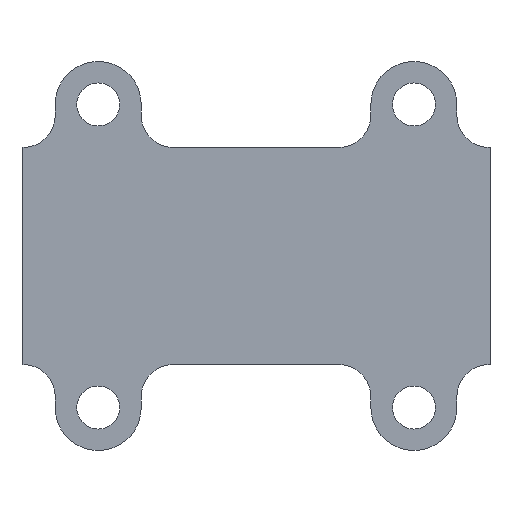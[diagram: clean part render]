
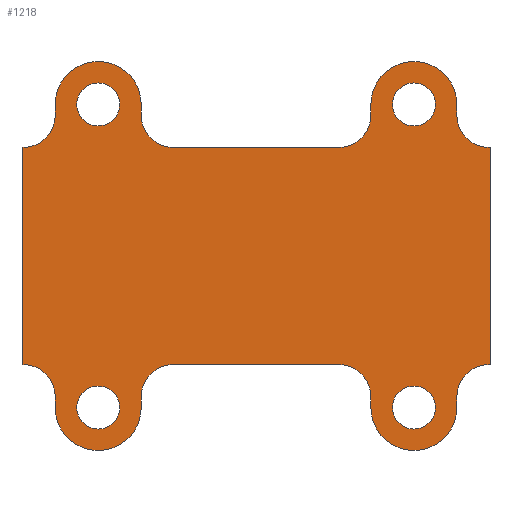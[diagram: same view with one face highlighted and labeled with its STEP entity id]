
A CAD part, front view. The second image highlights one B-rep face of the part: STEP entity #1218.
In plain terms, the highlighted planar face has unit normal (0, -1, 0).
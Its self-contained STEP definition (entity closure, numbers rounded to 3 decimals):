
#31=FACE_BOUND('',#259,.T.);
#32=FACE_BOUND('',#260,.T.);
#33=FACE_BOUND('',#261,.T.);
#34=FACE_BOUND('',#262,.T.);
#95=CIRCLE('',#1290,2.);
#96=CIRCLE('',#1292,2.);
#97=CIRCLE('',#1294,2.);
#98=CIRCLE('',#1296,2.);
#99=CIRCLE('',#1299,3.);
#100=CIRCLE('',#1304,3.);
#101=CIRCLE('',#1307,4.);
#102=CIRCLE('',#1310,3.);
#103=CIRCLE('',#1313,3.);
#104=CIRCLE('',#1316,4.);
#105=CIRCLE('',#1319,3.);
#106=CIRCLE('',#1324,3.);
#107=CIRCLE('',#1327,4.);
#108=CIRCLE('',#1330,3.);
#109=CIRCLE('',#1333,3.);
#110=CIRCLE('',#1336,4.);
#176=FACE_OUTER_BOUND('',#258,.T.);
#258=EDGE_LOOP('',(#1079,#1080,#1081,#1082,#1083,#1084,#1085,#1086,#1087,
#1088,#1089,#1090,#1091,#1092,#1093,#1094,#1095,#1096,#1097,#1098,#1099,
#1100,#1101,#1102,#1103,#1104,#1105,#1106));
#259=EDGE_LOOP('',(#1107));
#260=EDGE_LOOP('',(#1108));
#261=EDGE_LOOP('',(#1109));
#262=EDGE_LOOP('',(#1110));
#332=LINE('',#1924,#448);
#336=LINE('',#1933,#452);
#338=LINE('',#1937,#454);
#340=LINE('',#1941,#456);
#343=LINE('',#1949,#459);
#346=LINE('',#1957,#462);
#349=LINE('',#1965,#465);
#352=LINE('',#1973,#468);
#355=LINE('',#1981,#471);
#358=LINE('',#1989,#474);
#361=LINE('',#1995,#477);
#364=LINE('',#2001,#480);
#368=LINE('',#2010,#484);
#371=LINE('',#2018,#487);
#374=LINE('',#2026,#490);
#377=LINE('',#2034,#493);
#448=VECTOR('',#1564,10.);
#452=VECTOR('',#1574,10.);
#454=VECTOR('',#1578,10.);
#456=VECTOR('',#1582,10.);
#459=VECTOR('',#1591,10.);
#462=VECTOR('',#1600,10.);
#465=VECTOR('',#1609,10.);
#468=VECTOR('',#1618,10.);
#471=VECTOR('',#1627,10.);
#474=VECTOR('',#1636,10.);
#477=VECTOR('',#1641,10.);
#480=VECTOR('',#1646,10.);
#484=VECTOR('',#1656,10.);
#487=VECTOR('',#1665,10.);
#490=VECTOR('',#1674,10.);
#493=VECTOR('',#1683,10.);
#573=VERTEX_POINT('',#1910);
#574=VERTEX_POINT('',#1913);
#575=VERTEX_POINT('',#1916);
#576=VERTEX_POINT('',#1919);
#577=VERTEX_POINT('',#1922);
#578=VERTEX_POINT('',#1923);
#579=VERTEX_POINT('',#1928);
#580=VERTEX_POINT('',#1932);
#581=VERTEX_POINT('',#1936);
#582=VERTEX_POINT('',#1940);
#583=VERTEX_POINT('',#1944);
#584=VERTEX_POINT('',#1948);
#585=VERTEX_POINT('',#1952);
#586=VERTEX_POINT('',#1956);
#587=VERTEX_POINT('',#1960);
#588=VERTEX_POINT('',#1964);
#589=VERTEX_POINT('',#1968);
#590=VERTEX_POINT('',#1972);
#591=VERTEX_POINT('',#1976);
#592=VERTEX_POINT('',#1980);
#593=VERTEX_POINT('',#1984);
#594=VERTEX_POINT('',#1988);
#596=VERTEX_POINT('',#1994);
#598=VERTEX_POINT('',#2000);
#599=VERTEX_POINT('',#2005);
#600=VERTEX_POINT('',#2009);
#601=VERTEX_POINT('',#2013);
#602=VERTEX_POINT('',#2017);
#603=VERTEX_POINT('',#2021);
#604=VERTEX_POINT('',#2025);
#605=VERTEX_POINT('',#2029);
#606=VERTEX_POINT('',#2033);
#712=EDGE_CURVE('',#573,#573,#95,.T.);
#713=EDGE_CURVE('',#574,#574,#96,.T.);
#714=EDGE_CURVE('',#575,#575,#97,.T.);
#715=EDGE_CURVE('',#576,#576,#98,.T.);
#716=EDGE_CURVE('',#577,#578,#332,.T.);
#719=EDGE_CURVE('',#578,#579,#99,.T.);
#721=EDGE_CURVE('',#580,#579,#336,.T.);
#723=EDGE_CURVE('',#581,#580,#338,.T.);
#725=EDGE_CURVE('',#581,#582,#340,.T.);
#727=EDGE_CURVE('',#582,#583,#100,.T.);
#729=EDGE_CURVE('',#584,#583,#343,.T.);
#731=EDGE_CURVE('',#585,#584,#101,.T.);
#733=EDGE_CURVE('',#585,#586,#346,.T.);
#735=EDGE_CURVE('',#586,#587,#102,.T.);
#737=EDGE_CURVE('',#588,#587,#349,.T.);
#739=EDGE_CURVE('',#588,#589,#103,.T.);
#741=EDGE_CURVE('',#590,#589,#352,.T.);
#743=EDGE_CURVE('',#591,#590,#104,.T.);
#745=EDGE_CURVE('',#591,#592,#355,.T.);
#747=EDGE_CURVE('',#592,#593,#105,.T.);
#749=EDGE_CURVE('',#594,#593,#358,.T.);
#752=EDGE_CURVE('',#596,#594,#361,.T.);
#755=EDGE_CURVE('',#598,#596,#364,.T.);
#758=EDGE_CURVE('',#598,#599,#106,.T.);
#760=EDGE_CURVE('',#600,#599,#368,.T.);
#762=EDGE_CURVE('',#601,#600,#107,.T.);
#764=EDGE_CURVE('',#601,#602,#371,.T.);
#766=EDGE_CURVE('',#602,#603,#108,.T.);
#768=EDGE_CURVE('',#604,#603,#374,.T.);
#770=EDGE_CURVE('',#604,#605,#109,.T.);
#772=EDGE_CURVE('',#606,#605,#377,.T.);
#774=EDGE_CURVE('',#577,#606,#110,.T.);
#1079=ORIENTED_EDGE('',*,*,#774,.F.);
#1080=ORIENTED_EDGE('',*,*,#716,.T.);
#1081=ORIENTED_EDGE('',*,*,#719,.T.);
#1082=ORIENTED_EDGE('',*,*,#721,.F.);
#1083=ORIENTED_EDGE('',*,*,#723,.F.);
#1084=ORIENTED_EDGE('',*,*,#725,.T.);
#1085=ORIENTED_EDGE('',*,*,#727,.T.);
#1086=ORIENTED_EDGE('',*,*,#729,.F.);
#1087=ORIENTED_EDGE('',*,*,#731,.F.);
#1088=ORIENTED_EDGE('',*,*,#733,.T.);
#1089=ORIENTED_EDGE('',*,*,#735,.T.);
#1090=ORIENTED_EDGE('',*,*,#737,.F.);
#1091=ORIENTED_EDGE('',*,*,#739,.T.);
#1092=ORIENTED_EDGE('',*,*,#741,.F.);
#1093=ORIENTED_EDGE('',*,*,#743,.F.);
#1094=ORIENTED_EDGE('',*,*,#745,.T.);
#1095=ORIENTED_EDGE('',*,*,#747,.T.);
#1096=ORIENTED_EDGE('',*,*,#749,.F.);
#1097=ORIENTED_EDGE('',*,*,#752,.F.);
#1098=ORIENTED_EDGE('',*,*,#755,.F.);
#1099=ORIENTED_EDGE('',*,*,#758,.T.);
#1100=ORIENTED_EDGE('',*,*,#760,.F.);
#1101=ORIENTED_EDGE('',*,*,#762,.F.);
#1102=ORIENTED_EDGE('',*,*,#764,.T.);
#1103=ORIENTED_EDGE('',*,*,#766,.T.);
#1104=ORIENTED_EDGE('',*,*,#768,.F.);
#1105=ORIENTED_EDGE('',*,*,#770,.T.);
#1106=ORIENTED_EDGE('',*,*,#772,.F.);
#1107=ORIENTED_EDGE('',*,*,#715,.F.);
#1108=ORIENTED_EDGE('',*,*,#714,.F.);
#1109=ORIENTED_EDGE('',*,*,#713,.F.);
#1110=ORIENTED_EDGE('',*,*,#712,.F.);
#1152=PLANE('',#1338);
#1218=ADVANCED_FACE('',(#176,#31,#32,#33,#34),#1152,.F.);
#1290=AXIS2_PLACEMENT_3D('',#1911,#1548,#1549);
#1292=AXIS2_PLACEMENT_3D('',#1914,#1552,#1553);
#1294=AXIS2_PLACEMENT_3D('',#1917,#1556,#1557);
#1296=AXIS2_PLACEMENT_3D('',#1920,#1560,#1561);
#1299=AXIS2_PLACEMENT_3D('',#1929,#1569,#1570);
#1304=AXIS2_PLACEMENT_3D('',#1945,#1586,#1587);
#1307=AXIS2_PLACEMENT_3D('',#1953,#1595,#1596);
#1310=AXIS2_PLACEMENT_3D('',#1961,#1604,#1605);
#1313=AXIS2_PLACEMENT_3D('',#1969,#1613,#1614);
#1316=AXIS2_PLACEMENT_3D('',#1977,#1622,#1623);
#1319=AXIS2_PLACEMENT_3D('',#1985,#1631,#1632);
#1324=AXIS2_PLACEMENT_3D('',#2006,#1651,#1652);
#1327=AXIS2_PLACEMENT_3D('',#2014,#1660,#1661);
#1330=AXIS2_PLACEMENT_3D('',#2022,#1669,#1670);
#1333=AXIS2_PLACEMENT_3D('',#2030,#1678,#1679);
#1336=AXIS2_PLACEMENT_3D('',#2037,#1687,#1688);
#1338=AXIS2_PLACEMENT_3D('',#2039,#1691,#1692);
#1548=DIRECTION('center_axis',(0.,-1.,0.));
#1549=DIRECTION('ref_axis',(1.,0.,0.));
#1552=DIRECTION('center_axis',(0.,-1.,0.));
#1553=DIRECTION('ref_axis',(1.,0.,0.));
#1556=DIRECTION('center_axis',(0.,-1.,0.));
#1557=DIRECTION('ref_axis',(1.,0.,0.));
#1560=DIRECTION('center_axis',(0.,-1.,0.));
#1561=DIRECTION('ref_axis',(1.,0.,0.));
#1564=DIRECTION('',(0.,0.,-1.));
#1569=DIRECTION('center_axis',(0.,1.,0.));
#1570=DIRECTION('ref_axis',(1.,0.,0.));
#1574=DIRECTION('',(1.,0.,0.));
#1578=DIRECTION('',(0.,0.,1.));
#1582=DIRECTION('',(1.,0.,0.));
#1586=DIRECTION('center_axis',(0.,1.,0.));
#1587=DIRECTION('ref_axis',(0.,0.,1.));
#1591=DIRECTION('',(0.,0.,1.));
#1595=DIRECTION('center_axis',(0.,1.,0.));
#1596=DIRECTION('ref_axis',(1.,0.,0.));
#1600=DIRECTION('',(0.,0.,1.));
#1604=DIRECTION('center_axis',(0.,1.,0.));
#1605=DIRECTION('ref_axis',(-1.,0.,0.));
#1609=DIRECTION('',(-1.,0.,0.));
#1613=DIRECTION('center_axis',(0.,1.,0.));
#1614=DIRECTION('ref_axis',(0.,0.,1.));
#1618=DIRECTION('',(0.,0.,1.));
#1622=DIRECTION('center_axis',(0.,1.,0.));
#1623=DIRECTION('ref_axis',(1.,0.,0.));
#1627=DIRECTION('',(0.,0.,1.));
#1631=DIRECTION('center_axis',(0.,1.,0.));
#1632=DIRECTION('ref_axis',(-1.,0.,0.));
#1636=DIRECTION('',(-1.,0.,0.));
#1641=DIRECTION('',(0.,0.,-1.));
#1646=DIRECTION('',(1.,0.,0.));
#1651=DIRECTION('center_axis',(0.,1.,0.));
#1652=DIRECTION('ref_axis',(0.,0.,-1.));
#1656=DIRECTION('',(0.,0.,-1.));
#1660=DIRECTION('center_axis',(0.,1.,0.));
#1661=DIRECTION('ref_axis',(-1.,0.,0.));
#1665=DIRECTION('',(0.,0.,-1.));
#1669=DIRECTION('center_axis',(0.,1.,0.));
#1670=DIRECTION('ref_axis',(1.,0.,0.));
#1674=DIRECTION('',(1.,0.,0.));
#1678=DIRECTION('center_axis',(0.,1.,0.));
#1679=DIRECTION('ref_axis',(0.,0.,-1.));
#1683=DIRECTION('',(0.,0.,-1.));
#1687=DIRECTION('center_axis',(0.,1.,0.));
#1688=DIRECTION('ref_axis',(-1.,0.,0.));
#1691=DIRECTION('center_axis',(0.,1.,0.));
#1692=DIRECTION('ref_axis',(1.,0.,0.));
#1910=CARTESIAN_POINT('',(34.459,0.,4.));
#1911=CARTESIAN_POINT('Origin',(36.459,0.,4.));
#1913=CARTESIAN_POINT('',(34.459,0.,-24.193));
#1914=CARTESIAN_POINT('Origin',(36.459,0.,-24.193));
#1916=CARTESIAN_POINT('',(5.09,0.,4.));
#1917=CARTESIAN_POINT('Origin',(7.09,0.,4.));
#1919=CARTESIAN_POINT('',(5.09,0.,-24.193));
#1920=CARTESIAN_POINT('Origin',(7.09,0.,-24.193));
#1922=CARTESIAN_POINT('',(3.09,0.,4.));
#1923=CARTESIAN_POINT('',(3.09,0.,3.));
#1924=CARTESIAN_POINT('',(3.09,0.,4.));
#1928=CARTESIAN_POINT('',(0.09,0.,0.));
#1929=CARTESIAN_POINT('Origin',(0.09,0.,3.));
#1932=CARTESIAN_POINT('',(0.,0.,0.));
#1933=CARTESIAN_POINT('',(0.,0.,0.));
#1936=CARTESIAN_POINT('',(0.,0.,-20.193));
#1937=CARTESIAN_POINT('',(0.,0.,-20.193));
#1940=CARTESIAN_POINT('',(0.09,0.,-20.193));
#1941=CARTESIAN_POINT('',(0.,0.,-20.193));
#1944=CARTESIAN_POINT('',(3.09,0.,-23.193));
#1945=CARTESIAN_POINT('Origin',(0.09,0.,-23.193));
#1948=CARTESIAN_POINT('',(3.09,0.,-24.193));
#1949=CARTESIAN_POINT('',(3.09,0.,-24.193));
#1952=CARTESIAN_POINT('',(11.09,0.,-24.193));
#1953=CARTESIAN_POINT('Origin',(7.09,0.,-24.193));
#1956=CARTESIAN_POINT('',(11.09,0.,-23.193));
#1957=CARTESIAN_POINT('',(11.09,0.,-24.193));
#1960=CARTESIAN_POINT('',(14.09,0.,-20.193));
#1961=CARTESIAN_POINT('Origin',(14.09,0.,-23.193));
#1964=CARTESIAN_POINT('',(29.459,0.,-20.193));
#1965=CARTESIAN_POINT('',(29.459,0.,-20.193));
#1968=CARTESIAN_POINT('',(32.459,0.,-23.193));
#1969=CARTESIAN_POINT('Origin',(29.459,0.,-23.193));
#1972=CARTESIAN_POINT('',(32.459,0.,-24.193));
#1973=CARTESIAN_POINT('',(32.459,0.,-24.193));
#1976=CARTESIAN_POINT('',(40.459,0.,-24.193));
#1977=CARTESIAN_POINT('Origin',(36.459,0.,-24.193));
#1980=CARTESIAN_POINT('',(40.459,0.,-23.193));
#1981=CARTESIAN_POINT('',(40.459,0.,-24.193));
#1984=CARTESIAN_POINT('',(43.459,0.,-20.193));
#1985=CARTESIAN_POINT('Origin',(43.459,0.,-23.193));
#1988=CARTESIAN_POINT('',(43.539,0.,-20.193));
#1989=CARTESIAN_POINT('',(43.539,0.,-20.193));
#1994=CARTESIAN_POINT('',(43.539,0.,0.));
#1995=CARTESIAN_POINT('',(43.539,0.,0.));
#2000=CARTESIAN_POINT('',(43.459,0.,0.));
#2001=CARTESIAN_POINT('',(43.459,0.,0.));
#2005=CARTESIAN_POINT('',(40.459,0.,3.));
#2006=CARTESIAN_POINT('Origin',(43.459,0.,3.));
#2009=CARTESIAN_POINT('',(40.459,0.,4.));
#2010=CARTESIAN_POINT('',(40.459,0.,4.));
#2013=CARTESIAN_POINT('',(32.459,0.,4.));
#2014=CARTESIAN_POINT('Origin',(36.459,0.,4.));
#2017=CARTESIAN_POINT('',(32.459,0.,3.));
#2018=CARTESIAN_POINT('',(32.459,0.,4.));
#2021=CARTESIAN_POINT('',(29.459,0.,0.));
#2022=CARTESIAN_POINT('Origin',(29.459,0.,3.));
#2025=CARTESIAN_POINT('',(14.09,0.,0.));
#2026=CARTESIAN_POINT('',(14.09,0.,0.));
#2029=CARTESIAN_POINT('',(11.09,0.,3.));
#2030=CARTESIAN_POINT('Origin',(14.09,0.,3.));
#2033=CARTESIAN_POINT('',(11.09,0.,4.));
#2034=CARTESIAN_POINT('',(11.09,0.,4.));
#2037=CARTESIAN_POINT('Origin',(7.09,0.,4.));
#2039=CARTESIAN_POINT('Origin',(21.77,0.,-10.097));
